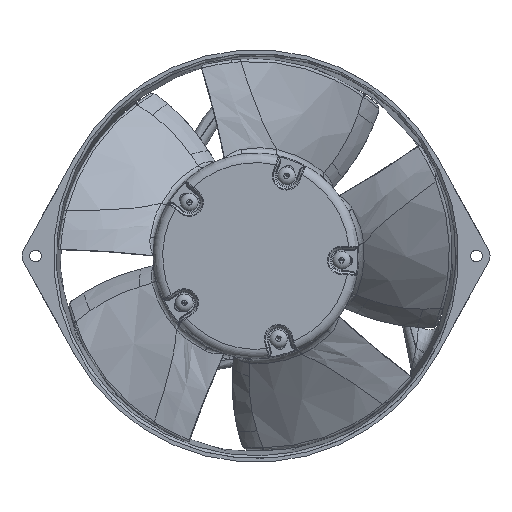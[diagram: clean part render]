
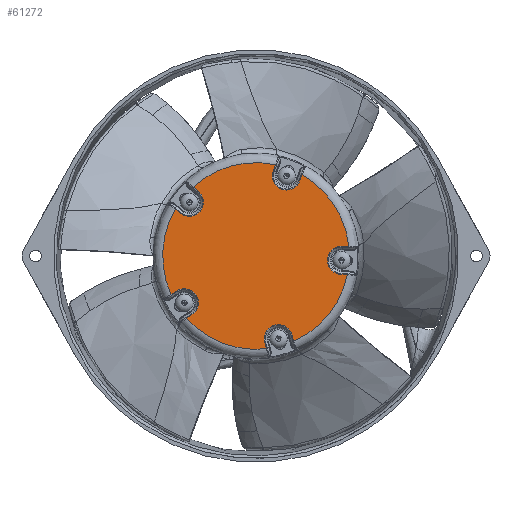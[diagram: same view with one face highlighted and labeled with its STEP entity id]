
A CAD part, front view. The second image highlights one B-rep face of the part: STEP entity #61272.
In plain terms, the highlighted planar face has unit normal (0, -1, 0).
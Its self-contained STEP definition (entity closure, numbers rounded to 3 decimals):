
#5826=LINE('',#89430,#7339);
#5827=LINE('',#89439,#7340);
#5828=LINE('',#89445,#7341);
#5829=LINE('',#89454,#7342);
#5830=LINE('',#89460,#7343);
#5831=LINE('',#89469,#7344);
#5832=LINE('',#89475,#7345);
#5833=LINE('',#89484,#7346);
#5834=LINE('',#89497,#7347);
#5836=LINE('',#89508,#7349);
#7339=VECTOR('',#68389,1000.);
#7340=VECTOR('',#68394,1000.);
#7341=VECTOR('',#68403,1000.);
#7342=VECTOR('',#68408,1000.);
#7343=VECTOR('',#68417,1000.);
#7344=VECTOR('',#68422,1000.);
#7345=VECTOR('',#68431,1000.);
#7346=VECTOR('',#68436,1000.);
#7347=VECTOR('',#68447,1000.);
#7349=VECTOR('',#68455,1000.);
#10712=ORIENTED_EDGE('',*,*,#23000,.F.);
#10713=ORIENTED_EDGE('',*,*,#22999,.F.);
#10714=ORIENTED_EDGE('',*,*,#23203,.T.);
#10715=ORIENTED_EDGE('',*,*,#23003,.F.);
#10716=ORIENTED_EDGE('',*,*,#22996,.F.);
#10717=ORIENTED_EDGE('',*,*,#22994,.F.);
#10718=ORIENTED_EDGE('',*,*,#23204,.T.);
#10719=ORIENTED_EDGE('',*,*,#22991,.F.);
#10720=ORIENTED_EDGE('',*,*,#22990,.F.);
#10721=ORIENTED_EDGE('',*,*,#22988,.F.);
#10722=ORIENTED_EDGE('',*,*,#23205,.T.);
#10723=ORIENTED_EDGE('',*,*,#22985,.F.);
#10724=ORIENTED_EDGE('',*,*,#22984,.F.);
#10725=ORIENTED_EDGE('',*,*,#22982,.F.);
#10726=ORIENTED_EDGE('',*,*,#23206,.T.);
#10727=ORIENTED_EDGE('',*,*,#22979,.F.);
#10728=ORIENTED_EDGE('',*,*,#22978,.F.);
#10729=ORIENTED_EDGE('',*,*,#22976,.F.);
#10730=ORIENTED_EDGE('',*,*,#23207,.T.);
#10731=ORIENTED_EDGE('',*,*,#22973,.F.);
#22973=EDGE_CURVE('',#29358,#29357,#5826,.T.);
#22976=EDGE_CURVE('',#29360,#29359,#5827,.T.);
#22978=EDGE_CURVE('',#29359,#29361,#33211,.T.);
#22979=EDGE_CURVE('',#29361,#29356,#5828,.T.);
#22982=EDGE_CURVE('',#29363,#29362,#5829,.T.);
#22984=EDGE_CURVE('',#29362,#29364,#33214,.T.);
#22985=EDGE_CURVE('',#29364,#29355,#5830,.T.);
#22988=EDGE_CURVE('',#29366,#29365,#5831,.T.);
#22990=EDGE_CURVE('',#29365,#29367,#33217,.T.);
#22991=EDGE_CURVE('',#29367,#29354,#5832,.T.);
#22994=EDGE_CURVE('',#29369,#29368,#5833,.T.);
#22996=EDGE_CURVE('',#29368,#29370,#33220,.T.);
#22999=EDGE_CURVE('',#29372,#29371,#5834,.T.);
#23000=EDGE_CURVE('',#29371,#29358,#33222,.T.);
#23003=EDGE_CURVE('',#29370,#29373,#5836,.T.);
#23203=EDGE_CURVE('',#29372,#29373,#33261,.T.);
#23204=EDGE_CURVE('',#29369,#29354,#33262,.T.);
#23205=EDGE_CURVE('',#29366,#29355,#33263,.T.);
#23206=EDGE_CURVE('',#29363,#29356,#33264,.T.);
#23207=EDGE_CURVE('',#29360,#29357,#33265,.T.);
#29354=VERTEX_POINT('',#89335);
#29355=VERTEX_POINT('',#89364);
#29356=VERTEX_POINT('',#89393);
#29357=VERTEX_POINT('',#89422);
#29358=VERTEX_POINT('',#89429);
#29359=VERTEX_POINT('',#89433);
#29360=VERTEX_POINT('',#89438);
#29361=VERTEX_POINT('',#89442);
#29362=VERTEX_POINT('',#89448);
#29363=VERTEX_POINT('',#89453);
#29364=VERTEX_POINT('',#89457);
#29365=VERTEX_POINT('',#89463);
#29366=VERTEX_POINT('',#89468);
#29367=VERTEX_POINT('',#89472);
#29368=VERTEX_POINT('',#89478);
#29369=VERTEX_POINT('',#89483);
#29370=VERTEX_POINT('',#89487);
#29371=VERTEX_POINT('',#89491);
#29372=VERTEX_POINT('',#89496);
#29373=VERTEX_POINT('',#89505);
#33211=CIRCLE('',#63992,5.207);
#33214=CIRCLE('',#63998,5.207);
#33217=CIRCLE('',#64004,5.207);
#33220=CIRCLE('',#64010,5.207);
#33222=CIRCLE('',#64014,5.207);
#33261=CIRCLE('',#64119,34.3);
#33262=CIRCLE('',#64120,34.3);
#33263=CIRCLE('',#64121,34.3);
#33264=CIRCLE('',#64122,34.3);
#33265=CIRCLE('',#64123,34.3);
#35417=EDGE_LOOP('',(#10712,#10713,#10714,#10715,#10716,#10717,#10718,#10719,
#10720,#10721,#10722,#10723,#10724,#10725,#10726,#10727,#10728,#10729,#10730,
#10731));
#38412=FACE_BOUND('',#35417,.T.);
#41113=PLANE('',#64118);
#61272=ADVANCED_FACE('',(#38412),#41113,.T.);
#63992=AXIS2_PLACEMENT_3D('',#89443,#68399,#68400);
#63998=AXIS2_PLACEMENT_3D('',#89458,#68413,#68414);
#64004=AXIS2_PLACEMENT_3D('',#89473,#68427,#68428);
#64010=AXIS2_PLACEMENT_3D('',#89488,#68441,#68442);
#64014=AXIS2_PLACEMENT_3D('',#89499,#68450,#68451);
#64118=AXIS2_PLACEMENT_3D('',#91232,#68723,#68724);
#64119=AXIS2_PLACEMENT_3D('',#91233,#68725,#68726);
#64120=AXIS2_PLACEMENT_3D('',#91234,#68727,#68728);
#64121=AXIS2_PLACEMENT_3D('',#91235,#68729,#68730);
#64122=AXIS2_PLACEMENT_3D('',#91236,#68731,#68732);
#64123=AXIS2_PLACEMENT_3D('',#91237,#68733,#68734);
#68389=DIRECTION('',(0.356,0.,0.935));
#68394=DIRECTION('',(-0.999,0.,0.05));
#68399=DIRECTION('',(0.,-1.,0.));
#68400=DIRECTION('',(0.837,0.,0.547));
#68403=DIRECTION('',(0.999,0.,-0.05));
#68408=DIRECTION('',(-0.261,0.,0.965));
#68413=DIRECTION('',(0.,-1.,0.));
#68414=DIRECTION('',(0.837,0.,0.547));
#68417=DIRECTION('',(0.261,0.,-0.965));
#68422=DIRECTION('',(0.837,0.,0.547));
#68427=DIRECTION('',(0.,-1.,0.));
#68428=DIRECTION('',(0.837,0.,0.547));
#68431=DIRECTION('',(-0.837,0.,-0.547));
#68436=DIRECTION('',(0.779,0.,-0.627));
#68441=DIRECTION('',(0.,-1.,0.));
#68442=DIRECTION('',(0.837,0.,0.547));
#68447=DIRECTION('',(-0.356,0.,-0.935));
#68450=DIRECTION('',(0.,-1.,0.));
#68451=DIRECTION('',(0.837,0.,0.547));
#68455=DIRECTION('',(-0.779,0.,0.627));
#68723=DIRECTION('',(0.,-1.,0.));
#68724=DIRECTION('',(0.837,0.,0.547));
#68725=DIRECTION('',(0.,-1.,0.));
#68726=DIRECTION('',(0.837,0.,0.547));
#68727=DIRECTION('',(0.,-1.,0.));
#68728=DIRECTION('',(0.837,0.,0.547));
#68729=DIRECTION('',(0.,-1.,0.));
#68730=DIRECTION('',(0.837,0.,0.547));
#68731=DIRECTION('',(0.,-1.,0.));
#68732=DIRECTION('',(0.837,0.,0.547));
#68733=DIRECTION('',(0.,-1.,0.));
#68734=DIRECTION('',(0.837,0.,0.547));
#89335=CARTESIAN_POINT('',(-31.245,-54.1,-14.194));
#89364=CARTESIAN_POINT('',(3.844,-54.1,-34.102));
#89393=CARTESIAN_POINT('',(33.621,-54.1,-6.882));
#89422=CARTESIAN_POINT('',(16.935,-54.1,29.848));
#89429=CARTESIAN_POINT('',(16.074,-54.1,27.586));
#89430=CARTESIAN_POINT('',(15.114,-54.1,25.064));
#89433=CARTESIAN_POINT('',(31.719,-54.1,3.639));
#89438=CARTESIAN_POINT('',(34.119,-54.1,3.518));
#89439=CARTESIAN_POINT('',(29.024,-54.1,3.773));
#89442=CARTESIAN_POINT('',(31.203,-54.1,-6.763));
#89443=CARTESIAN_POINT('',(31.461,-54.1,-1.562));
#89445=CARTESIAN_POINT('',(28.507,-54.1,-6.629));
#89448=CARTESIAN_POINT('',(13.262,-54.1,-29.043));
#89453=CARTESIAN_POINT('',(13.889,-54.1,-31.362));
#89454=CARTESIAN_POINT('',(2.149,-54.1,11.98));
#89457=CARTESIAN_POINT('',(3.211,-54.1,-31.766));
#89458=CARTESIAN_POINT('',(8.236,-54.1,-30.404));
#89460=CARTESIAN_POINT('',(-7.902,-54.1,9.257));
#89463=CARTESIAN_POINT('',(-23.523,-54.1,-21.588));
#89468=CARTESIAN_POINT('',(-25.535,-54.1,-22.901));
#89469=CARTESIAN_POINT('',(32.651,-54.1,15.112));
#89472=CARTESIAN_POINT('',(-29.219,-54.1,-12.87));
#89473=CARTESIAN_POINT('',(-26.371,-54.1,-17.229));
#89475=CARTESIAN_POINT('',(26.955,-54.1,23.83));
#89478=CARTESIAN_POINT('',(-27.8,-54.1,15.7));
#89483=CARTESIAN_POINT('',(-29.671,-54.1,17.208));
#89484=CARTESIAN_POINT('',(5.303,-54.1,-10.955));
#89487=CARTESIAN_POINT('',(-21.269,-54.1,23.812));
#89488=CARTESIAN_POINT('',(-24.535,-54.1,19.756));
#89491=CARTESIAN_POINT('',(6.341,-54.1,31.291));
#89496=CARTESIAN_POINT('',(7.197,-54.1,33.536));
#89497=CARTESIAN_POINT('',(5.381,-54.1,28.769));
#89499=CARTESIAN_POINT('',(11.208,-54.1,29.439));
#89505=CARTESIAN_POINT('',(-23.14,-54.1,25.318));
#89508=CARTESIAN_POINT('',(11.834,-54.1,-2.844));
#91232=CARTESIAN_POINT('',(29.803,-54.1,19.471));
#91233=CARTESIAN_POINT('',(0.,-54.1,0.));
#91234=CARTESIAN_POINT('',(0.,-54.1,0.));
#91235=CARTESIAN_POINT('',(0.,-54.1,0.));
#91236=CARTESIAN_POINT('',(0.,-54.1,0.));
#91237=CARTESIAN_POINT('',(0.,-54.1,0.));
